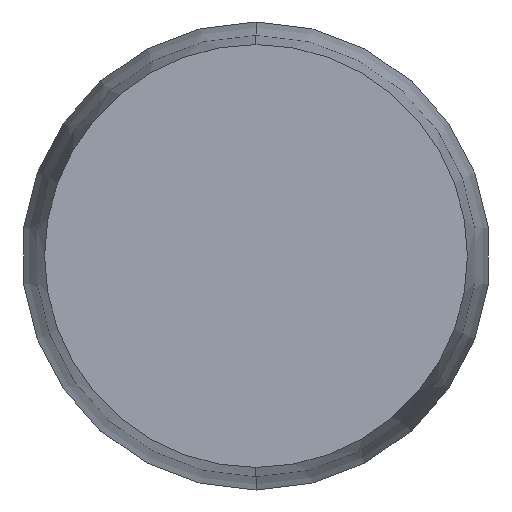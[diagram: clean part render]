
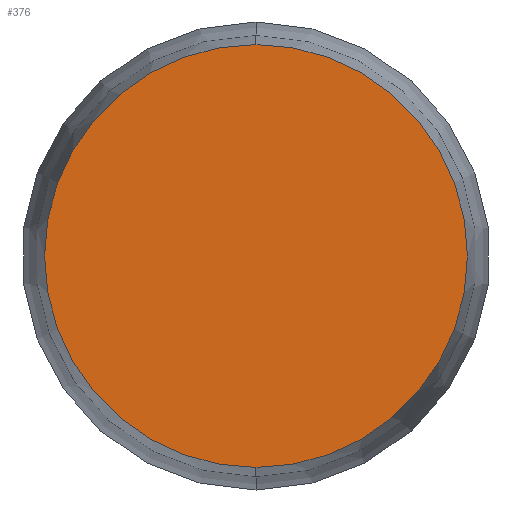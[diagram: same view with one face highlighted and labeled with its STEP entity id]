
A CAD part, left-side view. The second image highlights one B-rep face of the part: STEP entity #376.
In plain terms, the highlighted planar face has unit normal (-1, 0, 0).
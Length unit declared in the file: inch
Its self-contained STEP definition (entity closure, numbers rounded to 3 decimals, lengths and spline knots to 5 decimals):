
#12 = FACE_OUTER_BOUND ( 'NONE', #274, .T. ) ;
#18 = VERTEX_POINT ( 'NONE', #642 ) ;
#94 = CIRCLE ( 'NONE', #821, 0.01875 ) ;
#106 = ORIENTED_EDGE ( 'NONE', *, *, #772, .F. ) ;
#178 = ORIENTED_EDGE ( 'NONE', *, *, #844, .F. ) ;
#184 = CIRCLE ( 'NONE', #881, 0.01875 ) ;
#274 = EDGE_LOOP ( 'NONE', ( #178, #106 ) ) ;
#309 = VERTEX_POINT ( 'NONE', #708 ) ;
#376 = ADVANCED_FACE ( 'NONE', ( #12 ), #656, .T. ) ;
#428 = DIRECTION ( 'NONE',  ( 0., 0., 1. ) ) ;
#560 = DIRECTION ( 'NONE',  ( 0., 0., -1. ) ) ;
#562 = DIRECTION ( 'NONE',  ( 0., 0., -1. ) ) ;
#563 = DIRECTION ( 'NONE',  ( 1., 0., 0. ) ) ;
#564 = CARTESIAN_POINT ( 'NONE',  ( 0., 0., 0. ) ) ;
#570 = DIRECTION ( 'NONE',  ( 1., 0., 0. ) ) ;
#571 = CARTESIAN_POINT ( 'NONE',  ( 0., 0., 0. ) ) ;
#574 = DIRECTION ( 'NONE',  ( -1., 0., 0. ) ) ;
#642 = CARTESIAN_POINT ( 'NONE',  ( 0., 0., -0.01875 ) ) ;
#656 = PLANE ( 'NONE',  #784 ) ;
#692 = CARTESIAN_POINT ( 'NONE',  ( 0., 0., 0. ) ) ;
#708 = CARTESIAN_POINT ( 'NONE',  ( 0., 0., 0.01875 ) ) ;
#772 = EDGE_CURVE ( 'NONE', #309, #18, #94, .T. ) ;
#784 = AXIS2_PLACEMENT_3D ( 'NONE', #692, #574, #428 ) ;
#821 = AXIS2_PLACEMENT_3D ( 'NONE', #564, #563, #562 ) ;
#844 = EDGE_CURVE ( 'NONE', #18, #309, #184, .T. ) ;
#881 = AXIS2_PLACEMENT_3D ( 'NONE', #571, #570, #560 ) ;
